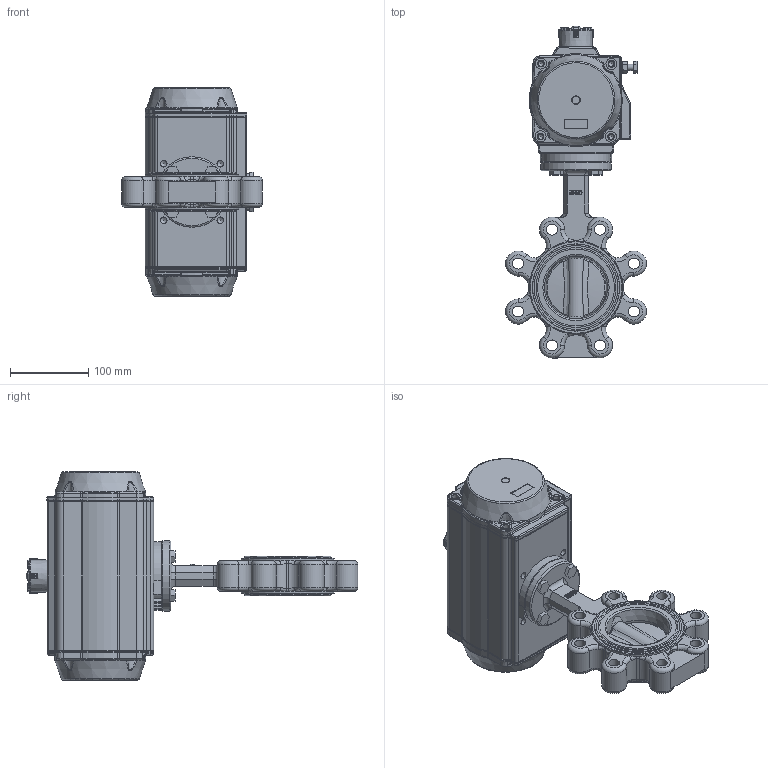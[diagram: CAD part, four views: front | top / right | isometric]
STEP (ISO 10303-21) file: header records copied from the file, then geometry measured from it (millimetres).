
FILE_DESCRIPTION(/* description */ ('Unknown'),/* implementation_level */ '2;1');
FILE_NAME(/* name */ 'PE06 5200_5210_5220-11',/* time_stamp */ '2025-04-03T09:34:43+02:00',/* author */ ('Unknown'),/* organization */ ('Unknown'),/* preprocessor_version */ 'ST-DEVELOPER v19.4',/* originating_system */ 'Solid Edge',/* authorisation */ 'Unknown');
FILE_SCHEMA (('AUTOMOTIVE_DESIGN {1 0 10303 214 3 1 1}'));
Products named in the file (23): PE06 5200_5210_5220-11; Raster DN040- DN150; LUG-DN80; DN80概极; seat; disc; shaft1; shaft2; bushing1; M10x30; PD07_PE06; VTE110埴詰; vt110左端盖（模具厂）_MIR; vt110-2016-06-25; VT110-2 活塞; zhou110; DIN126-M8; WUERTH 03228 hexagonal nut DIN 934  M8 A2 BLK_EDST; DIN 933 M8x35 A2-70 BLK_EDST; Optische Anzeige; ______; ________(___________; cup head nib bolts with large head gb_GB_FASTENER_BOLT_CHNBW M6X25-N
Assembly tree (33 placements, depth 4):
  PE06 5200_5210_5220-11
    Raster DN040- DN150
    LUG-DN80
      DN80概极
      seat
      disc
      shaft1
      shaft2
      bushing1  x2
    M10x30  x4
    PD07_PE06
      VTE110埴詰
      vt110左端盖（模具厂）_MIR
      vt110-2016-06-25
      VT110-2 活塞  x2
      zhou110
      DIN126-M8  x2
      WUERTH 03228 hexagonal nut DIN 934  M8 A2 BLK_EDST  x2
      DIN 933 M8x35 A2-70 BLK_EDST  x2
      Optische Anzeige
        ______
        ________(___________  x4
        cup head nib bolts with large head gb_GB_FASTENER_BOLT_CHNBW M6X25-N
Bounding box: 179.8 x 423.72 x 266 mm (x, y, z)
Volume: 2767527.7 mm3; surface area: 697123.1 mm2
Topology: 30 solids, 30 shells, 3322 faces, 8190 edges, 5048 vertices
Faces by surface type: plane 1032, cylinder 891, bspline 677, torus 429, cone 246, sphere 47
Full cylindrical faces by diameter (mm): 3 x16, 3.3 x8, 4.134 x8, 4.66 x1, 4.917 x1, 5 x1, 6 x2, 6.2 x1, 6.647 x14, 6.8 x8, 8 x3, 8.376 x6, 9 x2, 10 x9, 11.445 x2, 12.6 x5, 12.75 x1, 12.83 x2, 13 x4, 14 x16, 15 x2, 16 x2, 16.2 x1, 16.4 x1, 17.45 x4, 17.53 x2, 18.7 x1, 20 x4, 20.5 x1, 21.8 x2
Entity records: 105200 total; most frequent: CARTESIAN_POINT 46485, ORIENTED_EDGE 12476, DIRECTION 10612, EDGE_CURVE 6238, AXIS2_PLACEMENT_3D 4197, VERTEX_POINT 4064, FACE_BOUND 3280, EDGE_LOOP 3258
